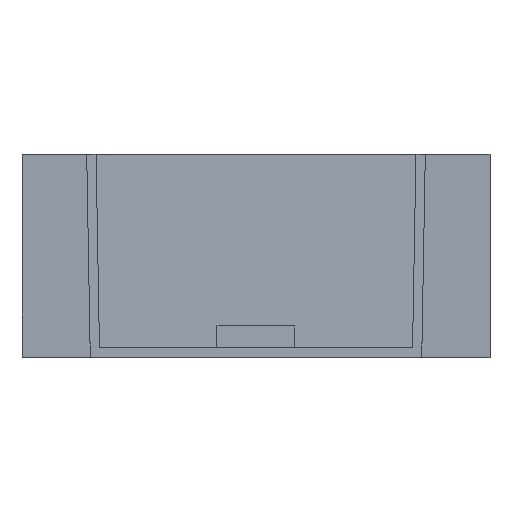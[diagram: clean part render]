
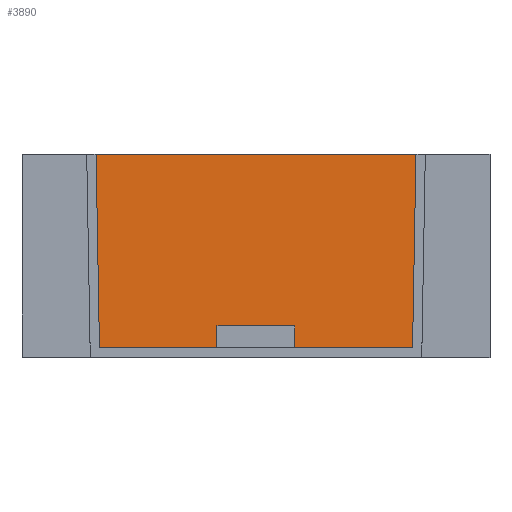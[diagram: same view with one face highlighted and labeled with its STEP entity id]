
A CAD part, top view. The second image highlights one B-rep face of the part: STEP entity #3890.
In plain terms, the highlighted planar face has unit normal (0, 0.018, 1).
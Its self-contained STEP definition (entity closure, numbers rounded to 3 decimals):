
#751 = CARTESIAN_POINT ( 'NONE',  ( -30., 1.2, -24.446 ) ) ;
#768 = ORIENTED_EDGE ( 'NONE', *, *, #3854, .T. ) ;
#821 = VECTOR ( 'NONE', #987, 1000. ) ;
#987 = DIRECTION ( 'NONE',  ( 0., -1., 0.017 ) ) ;
#1284 = DIRECTION ( 'NONE',  ( -1., 0., 0. ) ) ;
#1630 = DIRECTION ( 'NONE',  ( -1., 0., 0. ) ) ;
#1971 = CARTESIAN_POINT ( 'NONE',  ( 30., 1.2, -24.446 ) ) ;
#2403 = EDGE_CURVE ( 'NONE', #7579, #8335, #3359, .T. ) ;
#2511 = VECTOR ( 'NONE', #1630, 1000. ) ;
#2784 = LINE ( 'NONE', #3945, #9561 ) ;
#2899 = VERTEX_POINT ( 'NONE', #9886 ) ;
#3060 = LINE ( 'NONE', #751, #2511 ) ;
#3339 = VECTOR ( 'NONE', #1284, 1000. ) ;
#3359 = LINE ( 'NONE', #3518, #821 ) ;
#3518 = CARTESIAN_POINT ( 'NONE',  ( 30., 0.021, -24.425 ) ) ;
#3854 = EDGE_CURVE ( 'NONE', #7579, #2899, #8060, .T. ) ;
#3890 = ADVANCED_FACE ( 'NONE', ( #5414 ), #8368, .F. ) ;
#3938 = DIRECTION ( 'NONE',  ( 0., 1., -0.017 ) ) ;
#3945 = CARTESIAN_POINT ( 'NONE',  ( -30., 26.013, -24.879 ) ) ;
#4417 = VERTEX_POINT ( 'NONE', #6513 ) ;
#4518 = ORIENTED_EDGE ( 'NONE', *, *, #2403, .F. ) ;
#5376 = EDGE_CURVE ( 'NONE', #2899, #4417, #2784, .T. ) ;
#5414 = FACE_OUTER_BOUND ( 'NONE', #11249, .T. ) ;
#6513 = CARTESIAN_POINT ( 'NONE',  ( -30., 1.2, -24.446 ) ) ;
#7375 = DIRECTION ( 'NONE',  ( 0., -0.017, -1. ) ) ;
#7459 = DIRECTION ( 'NONE',  ( 0., -1., 0.017 ) ) ;
#7579 = VERTEX_POINT ( 'NONE', #9198 ) ;
#8060 = LINE ( 'NONE', #10010, #3339 ) ;
#8335 = VERTEX_POINT ( 'NONE', #1971 ) ;
#8342 = ORIENTED_EDGE ( 'NONE', *, *, #9357, .F. ) ;
#8368 = PLANE ( 'NONE',  #10105 ) ;
#8831 = ORIENTED_EDGE ( 'NONE', *, *, #5376, .T. ) ;
#9198 = CARTESIAN_POINT ( 'NONE',  ( 30., 26., -24.879 ) ) ;
#9263 = CARTESIAN_POINT ( 'NONE',  ( -30., 0.021, -24.425 ) ) ;
#9357 = EDGE_CURVE ( 'NONE', #8335, #4417, #3060, .T. ) ;
#9561 = VECTOR ( 'NONE', #7459, 1000. ) ;
#9886 = CARTESIAN_POINT ( 'NONE',  ( -30., 26., -24.879 ) ) ;
#10010 = CARTESIAN_POINT ( 'NONE',  ( -30., 26., -24.879 ) ) ;
#10105 = AXIS2_PLACEMENT_3D ( 'NONE', #9263, #7375, #3938 ) ;
#11249 = EDGE_LOOP ( 'NONE', ( #8831, #8342, #4518, #768 ) ) ;
